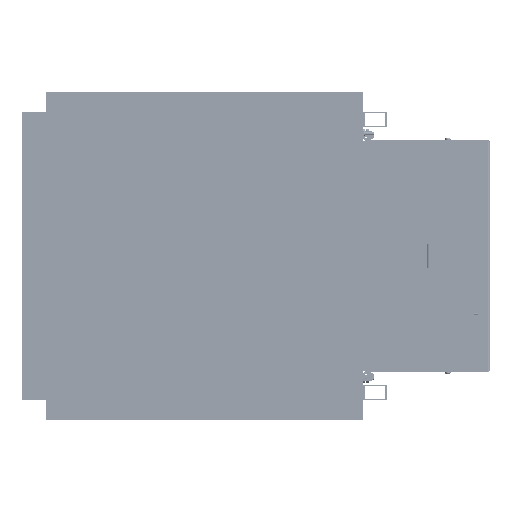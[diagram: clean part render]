
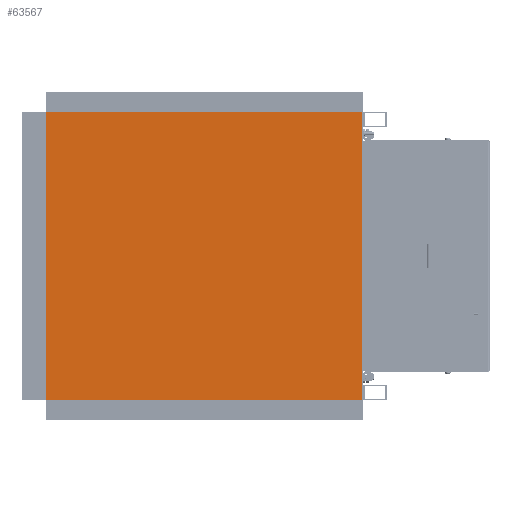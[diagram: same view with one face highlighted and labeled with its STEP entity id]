
A CAD part, left-side view. The second image highlights one B-rep face of the part: STEP entity #63567.
In plain terms, the highlighted face is planar.
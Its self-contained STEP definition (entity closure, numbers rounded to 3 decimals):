
#2627 = EDGE_CURVE ( 'NONE', #13646, #97592, #98765, .T. ) ;
#10400 = CARTESIAN_POINT ( 'NONE',  ( -183.5, 201., 0. ) ) ;
#13646 = VERTEX_POINT ( 'NONE', #10400 ) ;
#24455 = ORIENTED_EDGE ( 'NONE', *, *, #2627, .F. ) ;
#25219 = DIRECTION ( 'NONE',  ( 0., 1., 0. ) ) ;
#25765 = CARTESIAN_POINT ( 'NONE',  ( -183.5, -201., 0. ) ) ;
#27396 = DIRECTION ( 'NONE',  ( 0., 0., 1. ) ) ;
#36310 = LINE ( 'NONE', #25765, #131080 ) ;
#37260 = CARTESIAN_POINT ( 'NONE',  ( 183.5, 201., 0. ) ) ;
#37965 = ORIENTED_EDGE ( 'NONE', *, *, #120480, .F. ) ;
#48613 = CARTESIAN_POINT ( 'NONE',  ( -183.5, 201., 0. ) ) ;
#60308 = DIRECTION ( 'NONE',  ( 1., 0., 0. ) ) ;
#63567 = ADVANCED_FACE ( 'NONE', ( #141618 ), #84515, .F. ) ;
#72711 = VERTEX_POINT ( 'NONE', #95399 ) ;
#73246 = DIRECTION ( 'NONE',  ( 1., 0., 0. ) ) ;
#76244 = CARTESIAN_POINT ( 'NONE',  ( -183.5, 201., 0. ) ) ;
#78350 = VERTEX_POINT ( 'NONE', #79713 ) ;
#79713 = CARTESIAN_POINT ( 'NONE',  ( 183.5, 201., 0. ) ) ;
#84515 = PLANE ( 'NONE',  #127533 ) ;
#95399 = CARTESIAN_POINT ( 'NONE',  ( 183.5, -201., 0. ) ) ;
#97592 = VERTEX_POINT ( 'NONE', #140705 ) ;
#98765 = LINE ( 'NONE', #76244, #133316 ) ;
#106485 = VECTOR ( 'NONE', #148628, 1000. ) ;
#109132 = EDGE_LOOP ( 'NONE', ( #37965, #144279, #24455, #125514 ) ) ;
#117751 = LINE ( 'NONE', #48613, #106485 ) ;
#120480 = EDGE_CURVE ( 'NONE', #72711, #78350, #128157, .T. ) ;
#122256 = EDGE_CURVE ( 'NONE', #97592, #72711, #36310, .T. ) ;
#125514 = ORIENTED_EDGE ( 'NONE', *, *, #144056, .F. ) ;
#127533 = AXIS2_PLACEMENT_3D ( 'NONE', #130321, #27396, #73246 ) ;
#128157 = LINE ( 'NONE', #37260, #142572 ) ;
#130321 = CARTESIAN_POINT ( 'NONE',  ( 0., 0., 0. ) ) ;
#131080 = VECTOR ( 'NONE', #60308, 1000. ) ;
#133316 = VECTOR ( 'NONE', #143861, 1000. ) ;
#140705 = CARTESIAN_POINT ( 'NONE',  ( -183.5, -201., 0. ) ) ;
#141618 = FACE_OUTER_BOUND ( 'NONE', #109132, .T. ) ;
#142572 = VECTOR ( 'NONE', #25219, 1000. ) ;
#143861 = DIRECTION ( 'NONE',  ( 0., -1., 0. ) ) ;
#144056 = EDGE_CURVE ( 'NONE', #78350, #13646, #117751, .T. ) ;
#144279 = ORIENTED_EDGE ( 'NONE', *, *, #122256, .F. ) ;
#148628 = DIRECTION ( 'NONE',  ( -1., 0., 0. ) ) ;
